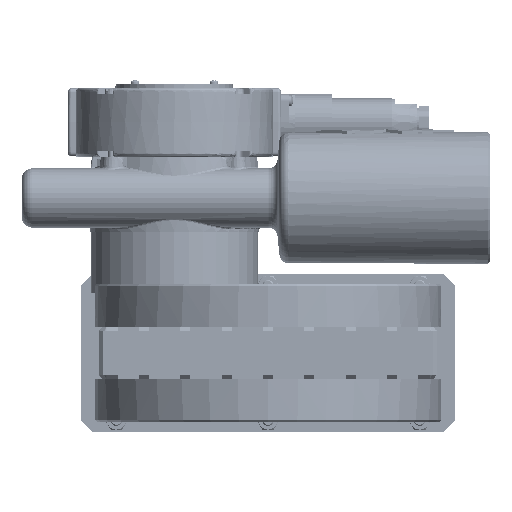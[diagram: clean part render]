
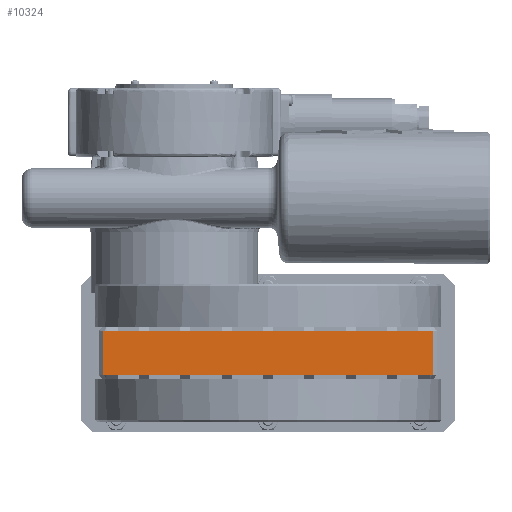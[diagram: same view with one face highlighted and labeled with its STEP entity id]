
A CAD part, front view. The second image highlights one B-rep face of the part: STEP entity #10324.
In plain terms, the highlighted face is planar.
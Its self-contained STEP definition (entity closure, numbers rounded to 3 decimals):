
#8239=FACE_OUTER_BOUND('',#16484,.T.);
#10324=ADVANCED_FACE('',(#8239),#12184,.F.);
#12184=PLANE('',#46183);
#16484=EDGE_LOOP('',(#25601,#25602,#25603,#25604));
#25601=ORIENTED_EDGE('',*,*,#36548,.T.);
#25602=ORIENTED_EDGE('',*,*,#36549,.F.);
#25603=ORIENTED_EDGE('',*,*,#36550,.F.);
#25604=ORIENTED_EDGE('',*,*,#36546,.T.);
#32023=VERTEX_POINT('',#73638);
#32024=VERTEX_POINT('',#73640);
#32025=VERTEX_POINT('',#73644);
#32026=VERTEX_POINT('',#73646);
#36546=EDGE_CURVE('',#32024,#32023,#40318,.T.);
#36548=EDGE_CURVE('',#32023,#32025,#40320,.T.);
#36549=EDGE_CURVE('',#32026,#32025,#40321,.T.);
#36550=EDGE_CURVE('',#32024,#32026,#40322,.T.);
#40318=LINE('',#73639,#42985);
#40320=LINE('',#73643,#42987);
#40321=LINE('',#73645,#42988);
#40322=LINE('',#73647,#42989);
#42985=VECTOR('',#53904,1.);
#42987=VECTOR('',#53908,1.);
#42988=VECTOR('',#53909,1.);
#42989=VECTOR('',#53910,1.);
#46183=AXIS2_PLACEMENT_3D('',#73648,#53911,#53912);
#53904=DIRECTION('',(0.,0.,-1.));
#53908=DIRECTION('',(0.,-1.,0.));
#53909=DIRECTION('',(0.,0.,-1.));
#53910=DIRECTION('',(0.,-1.,0.));
#53911=DIRECTION('',(1.,0.,0.));
#53912=DIRECTION('',(0.,1.,0.));
#73638=CARTESIAN_POINT('',(-93.,84.,2.));
#73639=CARTESIAN_POINT('',(-93.,84.,24.45));
#73640=CARTESIAN_POINT('',(-93.,84.,24.45));
#73643=CARTESIAN_POINT('',(-93.,84.,2.));
#73644=CARTESIAN_POINT('',(-93.,-84.,2.));
#73645=CARTESIAN_POINT('',(-93.,-84.,24.45));
#73646=CARTESIAN_POINT('',(-93.,-84.,24.45));
#73647=CARTESIAN_POINT('',(-93.,84.,24.45));
#73648=CARTESIAN_POINT('',(-93.,84.,24.45));
